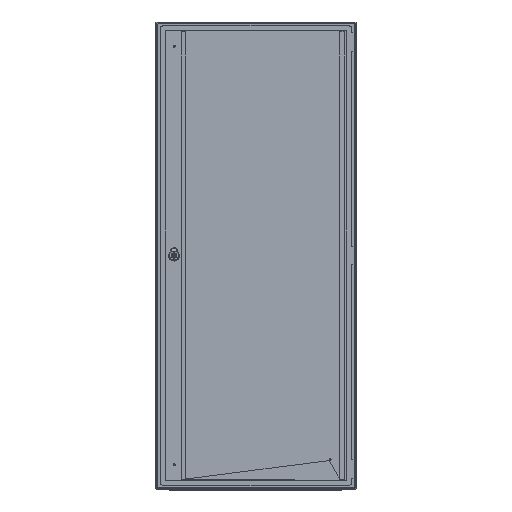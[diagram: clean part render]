
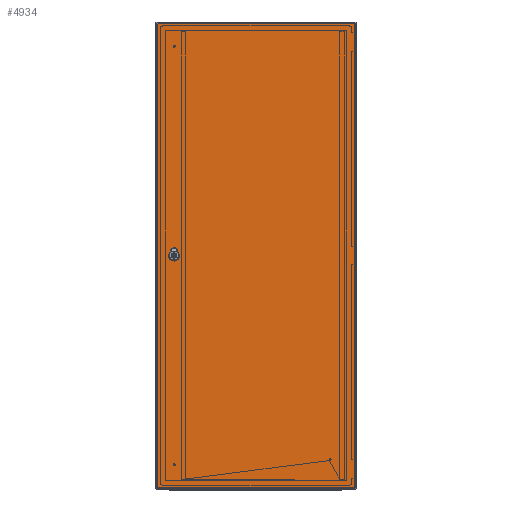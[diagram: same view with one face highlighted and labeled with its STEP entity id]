
A CAD part, top view. The second image highlights one B-rep face of the part: STEP entity #4934.
In plain terms, the highlighted face is planar.
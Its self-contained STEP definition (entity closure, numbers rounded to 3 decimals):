
#2914=FACE_BOUND('',#7026,.T.);
#2915=FACE_BOUND('',#7027,.T.);
#4186=CIRCLE('',#18044,11.25);
#4187=CIRCLE('',#18045,11.25);
#4188=CIRCLE('',#18046,11.25);
#4189=CIRCLE('',#18047,11.25);
#4190=CIRCLE('',#18048,1.);
#4191=CIRCLE('',#18049,1.);
#4192=CIRCLE('',#18050,1.);
#4193=CIRCLE('',#18051,1.);
#4934=ADVANCED_FACE('',(#2914,#2915),#5499,.F.);
#5499=PLANE('',#18052);
#7026=EDGE_LOOP('',(#9421,#9422,#9423,#9424,#9425,#9426,#9427,#9428));
#7027=EDGE_LOOP('',(#9429,#9430,#9431,#9432,#9433,#9434,#9435,#9436));
#9421=ORIENTED_EDGE('',*,*,#14300,.T.);
#9422=ORIENTED_EDGE('',*,*,#14301,.T.);
#9423=ORIENTED_EDGE('',*,*,#14302,.T.);
#9424=ORIENTED_EDGE('',*,*,#14303,.T.);
#9425=ORIENTED_EDGE('',*,*,#14304,.T.);
#9426=ORIENTED_EDGE('',*,*,#14305,.T.);
#9427=ORIENTED_EDGE('',*,*,#14306,.T.);
#9428=ORIENTED_EDGE('',*,*,#14307,.T.);
#9429=ORIENTED_EDGE('',*,*,#14308,.F.);
#9430=ORIENTED_EDGE('',*,*,#14309,.F.);
#9431=ORIENTED_EDGE('',*,*,#14310,.F.);
#9432=ORIENTED_EDGE('',*,*,#14311,.F.);
#9433=ORIENTED_EDGE('',*,*,#14312,.F.);
#9434=ORIENTED_EDGE('',*,*,#14313,.F.);
#9435=ORIENTED_EDGE('',*,*,#14314,.F.);
#9436=ORIENTED_EDGE('',*,*,#14315,.F.);
#12621=VERTEX_POINT('',#25696);
#12622=VERTEX_POINT('',#25697);
#12623=VERTEX_POINT('',#25699);
#12624=VERTEX_POINT('',#25701);
#12625=VERTEX_POINT('',#25703);
#12626=VERTEX_POINT('',#25705);
#12627=VERTEX_POINT('',#25707);
#12628=VERTEX_POINT('',#25709);
#12629=VERTEX_POINT('',#25712);
#12630=VERTEX_POINT('',#25713);
#12631=VERTEX_POINT('',#25715);
#12632=VERTEX_POINT('',#25717);
#12633=VERTEX_POINT('',#25719);
#12634=VERTEX_POINT('',#25721);
#12635=VERTEX_POINT('',#25723);
#12636=VERTEX_POINT('',#25725);
#14300=EDGE_CURVE('',#12621,#12622,#15781,.T.);
#14301=EDGE_CURVE('',#12622,#12623,#4186,.T.);
#14302=EDGE_CURVE('',#12623,#12624,#15782,.T.);
#14303=EDGE_CURVE('',#12624,#12625,#4187,.T.);
#14304=EDGE_CURVE('',#12625,#12626,#15783,.T.);
#14305=EDGE_CURVE('',#12626,#12627,#4188,.T.);
#14306=EDGE_CURVE('',#12627,#12628,#15784,.T.);
#14307=EDGE_CURVE('',#12628,#12621,#4189,.T.);
#14308=EDGE_CURVE('',#12629,#12630,#4190,.T.);
#14309=EDGE_CURVE('',#12631,#12629,#15785,.T.);
#14310=EDGE_CURVE('',#12632,#12631,#4191,.T.);
#14311=EDGE_CURVE('',#12633,#12632,#15786,.T.);
#14312=EDGE_CURVE('',#12634,#12633,#4192,.T.);
#14313=EDGE_CURVE('',#12635,#12634,#15787,.T.);
#14314=EDGE_CURVE('',#12636,#12635,#4193,.T.);
#14315=EDGE_CURVE('',#12630,#12636,#15788,.T.);
#15781=LINE('',#25695,#16638);
#15782=LINE('',#25700,#16639);
#15783=LINE('',#25704,#16640);
#15784=LINE('',#25708,#16641);
#15785=LINE('',#25714,#16642);
#15786=LINE('',#25718,#16643);
#15787=LINE('',#25722,#16644);
#15788=LINE('',#25726,#16645);
#16638=VECTOR('',#21150,1.);
#16639=VECTOR('',#21153,1.);
#16640=VECTOR('',#21156,1.);
#16641=VECTOR('',#21159,1.);
#16642=VECTOR('',#21164,1.);
#16643=VECTOR('',#21167,1.);
#16644=VECTOR('',#21170,1.);
#16645=VECTOR('',#21173,1.);
#18044=AXIS2_PLACEMENT_3D('',#25698,#21151,#21152);
#18045=AXIS2_PLACEMENT_3D('',#25702,#21154,#21155);
#18046=AXIS2_PLACEMENT_3D('',#25706,#21157,#21158);
#18047=AXIS2_PLACEMENT_3D('',#25710,#21160,#21161);
#18048=AXIS2_PLACEMENT_3D('',#25711,#21162,#21163);
#18049=AXIS2_PLACEMENT_3D('',#25716,#21165,#21166);
#18050=AXIS2_PLACEMENT_3D('',#25720,#21168,#21169);
#18051=AXIS2_PLACEMENT_3D('',#25724,#21171,#21172);
#18052=AXIS2_PLACEMENT_3D('',#25727,#21174,#21175);
#21150=DIRECTION('',(-1.,0.,0.));
#21151=DIRECTION('',(0.,0.,1.));
#21152=DIRECTION('',(1.,0.,0.));
#21153=DIRECTION('',(0.,-1.,0.));
#21154=DIRECTION('',(0.,0.,1.));
#21155=DIRECTION('',(1.,0.,0.));
#21156=DIRECTION('',(1.,0.,0.));
#21157=DIRECTION('',(0.,0.,1.));
#21158=DIRECTION('',(1.,0.,0.));
#21159=DIRECTION('',(0.,1.,0.));
#21160=DIRECTION('',(0.,0.,1.));
#21161=DIRECTION('',(1.,0.,0.));
#21162=DIRECTION('',(0.,0.,1.));
#21163=DIRECTION('',(1.,0.,0.));
#21164=DIRECTION('',(0.,-1.,0.));
#21165=DIRECTION('',(0.,0.,1.));
#21166=DIRECTION('',(1.,0.,0.));
#21167=DIRECTION('',(-1.,0.,0.));
#21168=DIRECTION('',(0.,0.,1.));
#21169=DIRECTION('',(1.,0.,0.));
#21170=DIRECTION('',(0.,1.,0.));
#21171=DIRECTION('',(0.,0.,1.));
#21172=DIRECTION('',(1.,0.,0.));
#21173=DIRECTION('',(1.,0.,0.));
#21174=DIRECTION('',(0.,0.,1.));
#21175=DIRECTION('',(1.,0.,0.));
#25695=CARTESIAN_POINT('',(-293.75,10.2,0.));
#25696=CARTESIAN_POINT('',(250.496,10.2,0.));
#25697=CARTESIAN_POINT('',(241.004,10.2,0.));
#25698=CARTESIAN_POINT('',(245.75,0.,0.));
#25699=CARTESIAN_POINT('',(235.55,4.746,0.));
#25700=CARTESIAN_POINT('',(235.55,693.,0.));
#25701=CARTESIAN_POINT('',(235.55,-4.746,0.));
#25702=CARTESIAN_POINT('',(245.75,0.,0.));
#25703=CARTESIAN_POINT('',(241.004,-10.2,0.));
#25704=CARTESIAN_POINT('',(-293.75,-10.2,0.));
#25705=CARTESIAN_POINT('',(250.496,-10.2,0.));
#25706=CARTESIAN_POINT('',(245.75,0.,0.));
#25707=CARTESIAN_POINT('',(255.95,-4.746,0.));
#25708=CARTESIAN_POINT('',(255.95,693.,0.));
#25709=CARTESIAN_POINT('',(255.95,4.746,0.));
#25710=CARTESIAN_POINT('',(245.75,0.,0.));
#25711=CARTESIAN_POINT('',(-293.75,-693.,0.));
#25712=CARTESIAN_POINT('',(-294.75,-693.,0.));
#25713=CARTESIAN_POINT('',(-293.75,-694.,0.));
#25714=CARTESIAN_POINT('',(-294.75,693.,0.));
#25715=CARTESIAN_POINT('',(-294.75,693.,0.));
#25716=CARTESIAN_POINT('',(-293.75,693.,0.));
#25717=CARTESIAN_POINT('',(-293.75,694.,0.));
#25718=CARTESIAN_POINT('',(293.75,694.,0.));
#25719=CARTESIAN_POINT('',(293.75,694.,0.));
#25720=CARTESIAN_POINT('',(293.75,693.,0.));
#25721=CARTESIAN_POINT('',(294.75,693.,0.));
#25722=CARTESIAN_POINT('',(294.75,-693.,0.));
#25723=CARTESIAN_POINT('',(294.75,-693.,0.));
#25724=CARTESIAN_POINT('',(293.75,-693.,0.));
#25725=CARTESIAN_POINT('',(293.75,-694.,0.));
#25726=CARTESIAN_POINT('',(-293.75,-694.,0.));
#25727=CARTESIAN_POINT('',(-293.75,693.,0.));
